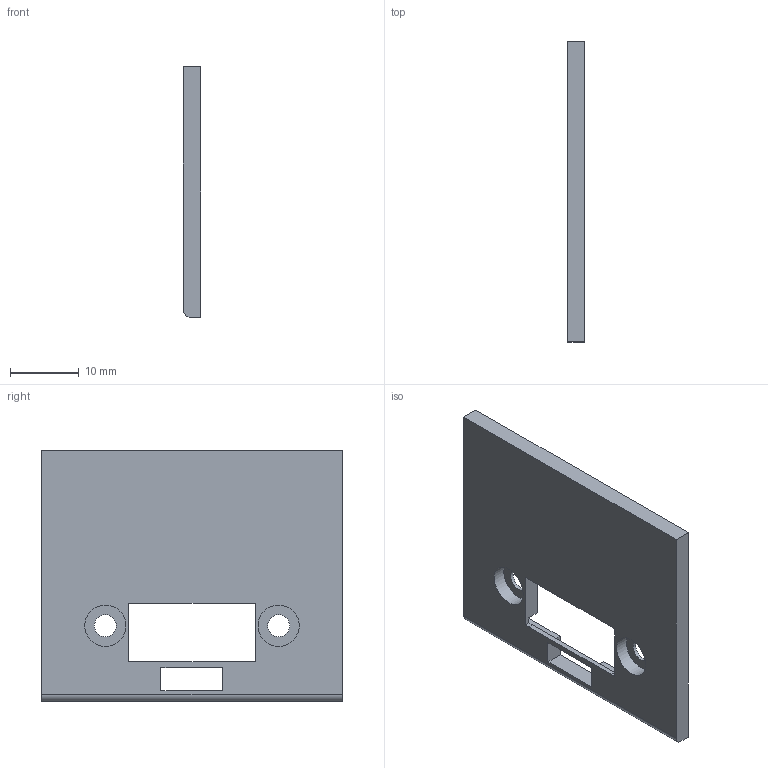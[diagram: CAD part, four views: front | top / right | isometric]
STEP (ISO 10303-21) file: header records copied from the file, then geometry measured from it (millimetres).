
FILE_DESCRIPTION(('FreeCAD Model'),'2;1');
FILE_NAME('Open CASCADE Shape Model','2025-01-26T20:15:13',(''),(''), 'Open CASCADE STEP processor 7.8','FreeCAD','Unknown');
FILE_SCHEMA(('AUTOMOTIVE_DESIGN { 1 0 10303 214 1 1 1 1 }'));
Length unit declared in the file: millimetre
Products named in the file (1): Front
Bounding box: 2.5 x 43.75 x 36.5 mm (x, y, z)
Volume: 3332.3 mm3; surface area: 3455.8 mm2
Topology: 1 solids, 1 shells, 32 faces, 87 edges, 58 vertices
Faces by surface type: plane 27, cylinder 5
Full cylindrical faces by diameter (mm): 3.2 x2, 6 x2
Entity records: 1039 total; most frequent: CARTESIAN_POINT 178, ORIENTED_EDGE 174, DIRECTION 163, EDGE_CURVE 87, LINE 77, VECTOR 77, VERTEX_POINT 58, AXIS2_PLACEMENT_3D 43
